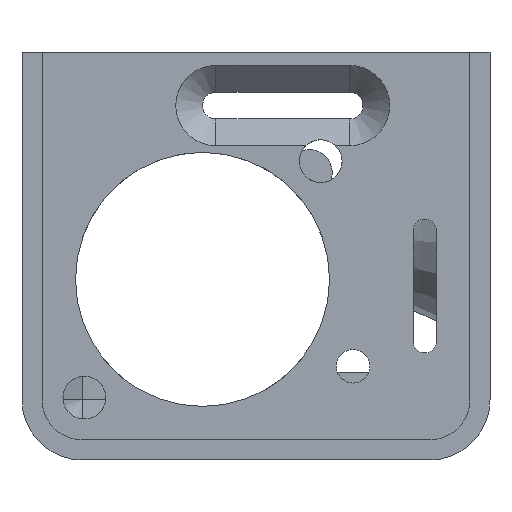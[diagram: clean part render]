
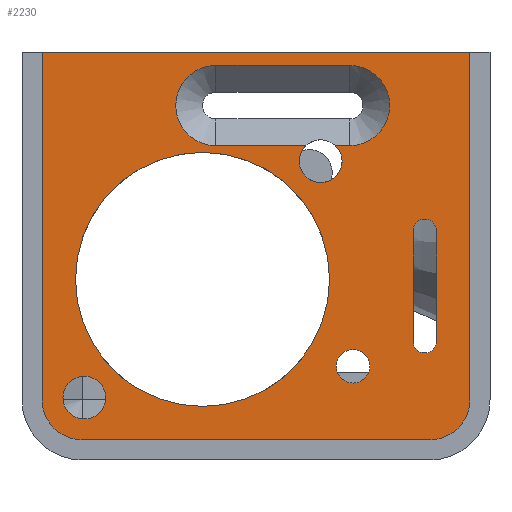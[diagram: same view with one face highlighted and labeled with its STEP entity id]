
A CAD part, front view. The second image highlights one B-rep face of the part: STEP entity #2230.
In plain terms, the highlighted planar face has unit normal (0, -1, 0).
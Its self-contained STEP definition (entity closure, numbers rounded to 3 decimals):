
#83=CIRCLE('',#2385,2.999);
#85=CIRCLE('',#2390,2.999);
#88=CIRCLE('',#2397,1.6);
#90=CIRCLE('',#2399,1.6);
#92=CIRCLE('',#2406,3.);
#98=CIRCLE('',#2416,1.25);
#101=CIRCLE('',#2422,1.6);
#104=CIRCLE('',#2427,0.875);
#106=CIRCLE('',#2431,0.875);
#107=CIRCLE('',#2435,3.);
#111=CIRCLE('',#2441,9.5);
#161=FACE_BOUND('',#381,.T.);
#162=FACE_BOUND('',#382,.T.);
#163=FACE_BOUND('',#383,.T.);
#164=FACE_BOUND('',#384,.T.);
#165=FACE_BOUND('',#385,.T.);
#249=FACE_OUTER_BOUND('',#380,.T.);
#380=EDGE_LOOP('',(#1770,#1771,#1772,#1773,#1774,#1775));
#381=EDGE_LOOP('',(#1776,#1777,#1778,#1779,#1780,#1781,#1782));
#382=EDGE_LOOP('',(#1783));
#383=EDGE_LOOP('',(#1784));
#384=EDGE_LOOP('',(#1785,#1786,#1787,#1788));
#385=EDGE_LOOP('',(#1789));
#545=LINE('',#3450,#771);
#548=LINE('',#3455,#774);
#550=LINE('',#3463,#776);
#573=LINE('',#3520,#799);
#588=LINE('',#3572,#814);
#593=LINE('',#3585,#819);
#597=LINE('',#3597,#823);
#600=LINE('',#3603,#826);
#609=LINE('',#3627,#835);
#771=VECTOR('',#2774,10.);
#774=VECTOR('',#2777,10.);
#776=VECTOR('',#2787,10.);
#799=VECTOR('',#2834,10.);
#814=VECTOR('',#2889,10.);
#819=VECTOR('',#2902,10.);
#823=VECTOR('',#2914,10.);
#826=VECTOR('',#2919,10.);
#835=VECTOR('',#2942,10.);
#998=VERTEX_POINT('',#3439);
#999=VERTEX_POINT('',#3441);
#1001=VERTEX_POINT('',#3447);
#1002=VERTEX_POINT('',#3448);
#1004=VERTEX_POINT('',#3453);
#1006=VERTEX_POINT('',#3458);
#1010=VERTEX_POINT('',#3476);
#1027=VERTEX_POINT('',#3517);
#1028=VERTEX_POINT('',#3519);
#1029=VERTEX_POINT('',#3523);
#1037=VERTEX_POINT('',#3548);
#1040=VERTEX_POINT('',#3560);
#1044=VERTEX_POINT('',#3569);
#1045=VERTEX_POINT('',#3571);
#1047=VERTEX_POINT('',#3577);
#1049=VERTEX_POINT('',#3583);
#1052=VERTEX_POINT('',#3594);
#1053=VERTEX_POINT('',#3596);
#1055=VERTEX_POINT('',#3602);
#1064=VERTEX_POINT('',#3628);
#1241=EDGE_CURVE('',#998,#999,#83,.T.);
#1245=EDGE_CURVE('',#1002,#998,#545,.T.);
#1248=EDGE_CURVE('',#1004,#1001,#548,.T.);
#1250=EDGE_CURVE('',#1006,#1004,#85,.T.);
#1252=EDGE_CURVE('',#999,#1006,#550,.T.);
#1259=EDGE_CURVE('',#1010,#1001,#88,.T.);
#1262=EDGE_CURVE('',#1002,#1010,#90,.T.);
#1280=EDGE_CURVE('',#1028,#1027,#573,.T.);
#1282=EDGE_CURVE('',#1029,#1028,#92,.T.);
#1295=EDGE_CURVE('',#1037,#1037,#98,.T.);
#1301=EDGE_CURVE('',#1040,#1040,#101,.T.);
#1306=EDGE_CURVE('',#1045,#1044,#588,.T.);
#1310=EDGE_CURVE('',#1044,#1047,#104,.T.);
#1313=EDGE_CURVE('',#1047,#1049,#593,.T.);
#1315=EDGE_CURVE('',#1049,#1045,#106,.T.);
#1319=EDGE_CURVE('',#1053,#1052,#597,.T.);
#1322=EDGE_CURVE('',#1055,#1029,#600,.T.);
#1325=EDGE_CURVE('',#1052,#1055,#107,.T.);
#1335=EDGE_CURVE('',#1027,#1053,#609,.T.);
#1336=EDGE_CURVE('',#1064,#1064,#111,.T.);
#1770=ORIENTED_EDGE('',*,*,#1280,.T.);
#1771=ORIENTED_EDGE('',*,*,#1335,.T.);
#1772=ORIENTED_EDGE('',*,*,#1319,.T.);
#1773=ORIENTED_EDGE('',*,*,#1325,.T.);
#1774=ORIENTED_EDGE('',*,*,#1322,.T.);
#1775=ORIENTED_EDGE('',*,*,#1282,.T.);
#1776=ORIENTED_EDGE('',*,*,#1245,.F.);
#1777=ORIENTED_EDGE('',*,*,#1262,.T.);
#1778=ORIENTED_EDGE('',*,*,#1259,.T.);
#1779=ORIENTED_EDGE('',*,*,#1248,.F.);
#1780=ORIENTED_EDGE('',*,*,#1250,.F.);
#1781=ORIENTED_EDGE('',*,*,#1252,.F.);
#1782=ORIENTED_EDGE('',*,*,#1241,.F.);
#1783=ORIENTED_EDGE('',*,*,#1295,.T.);
#1784=ORIENTED_EDGE('',*,*,#1301,.T.);
#1785=ORIENTED_EDGE('',*,*,#1306,.T.);
#1786=ORIENTED_EDGE('',*,*,#1310,.T.);
#1787=ORIENTED_EDGE('',*,*,#1313,.T.);
#1788=ORIENTED_EDGE('',*,*,#1315,.T.);
#1789=ORIENTED_EDGE('',*,*,#1336,.T.);
#2124=PLANE('',#2440);
#2230=ADVANCED_FACE('',(#249,#161,#162,#163,#164,#165),#2124,.F.);
#2385=AXIS2_PLACEMENT_3D('',#3442,#2765,#2766);
#2390=AXIS2_PLACEMENT_3D('',#3460,#2781,#2782);
#2397=AXIS2_PLACEMENT_3D('',#3477,#2801,#2802);
#2399=AXIS2_PLACEMENT_3D('',#3481,#2806,#2807);
#2406=AXIS2_PLACEMENT_3D('',#3524,#2838,#2839);
#2416=AXIS2_PLACEMENT_3D('',#3549,#2865,#2866);
#2422=AXIS2_PLACEMENT_3D('',#3561,#2880,#2881);
#2427=AXIS2_PLACEMENT_3D('',#3579,#2896,#2897);
#2431=AXIS2_PLACEMENT_3D('',#3588,#2907,#2908);
#2435=AXIS2_PLACEMENT_3D('',#3608,#2924,#2925);
#2440=AXIS2_PLACEMENT_3D('',#3626,#2940,#2941);
#2441=AXIS2_PLACEMENT_3D('',#3629,#2943,#2944);
#2765=DIRECTION('center_axis',(0.,-1.,0.));
#2766=DIRECTION('ref_axis',(0.,0.,-1.));
#2774=DIRECTION('',(1.,0.,0.));
#2777=DIRECTION('',(1.,0.,0.));
#2781=DIRECTION('center_axis',(0.,-1.,0.));
#2782=DIRECTION('ref_axis',(0.,0.,1.));
#2787=DIRECTION('',(-1.,0.,0.));
#2801=DIRECTION('center_axis',(0.,1.,0.));
#2802=DIRECTION('ref_axis',(1.,0.,0.));
#2806=DIRECTION('center_axis',(0.,1.,0.));
#2807=DIRECTION('ref_axis',(1.,0.,0.));
#2834=DIRECTION('',(0.,0.,1.));
#2838=DIRECTION('center_axis',(0.,-1.,0.));
#2839=DIRECTION('ref_axis',(0.,0.,1.));
#2865=DIRECTION('center_axis',(0.,1.,0.));
#2866=DIRECTION('ref_axis',(1.,0.,0.));
#2880=DIRECTION('center_axis',(0.,1.,0.));
#2881=DIRECTION('ref_axis',(1.,0.,0.));
#2889=DIRECTION('',(0.,0.,1.));
#2896=DIRECTION('center_axis',(0.,1.,0.));
#2897=DIRECTION('ref_axis',(1.,0.,0.));
#2902=DIRECTION('',(0.,0.,-1.));
#2907=DIRECTION('center_axis',(0.,1.,0.));
#2908=DIRECTION('ref_axis',(-1.,0.,0.));
#2914=DIRECTION('',(0.,0.,-1.));
#2919=DIRECTION('',(1.,0.,0.));
#2924=DIRECTION('center_axis',(0.,-1.,0.));
#2925=DIRECTION('ref_axis',(1.,0.,0.));
#2940=DIRECTION('center_axis',(0.,1.,0.));
#2941=DIRECTION('ref_axis',(0.,0.,1.));
#2942=DIRECTION('',(-1.,0.,0.));
#2943=DIRECTION('center_axis',(0.,1.,0.));
#2944=DIRECTION('ref_axis',(1.,0.,0.));
#3439=CARTESIAN_POINT('',(7.,-2.,6.001));
#3441=CARTESIAN_POINT('',(7.,-2.,11.999));
#3442=CARTESIAN_POINT('Origin',(7.,-2.,9.));
#3447=CARTESIAN_POINT('',(3.739,-2.,6.001));
#3448=CARTESIAN_POINT('',(5.939,-2.,6.001));
#3450=CARTESIAN_POINT('',(3.5,-2.,6.001));
#3453=CARTESIAN_POINT('',(-3.,-2.,6.001));
#3455=CARTESIAN_POINT('',(3.5,-2.,6.001));
#3458=CARTESIAN_POINT('',(-3.,-2.,11.999));
#3460=CARTESIAN_POINT('Origin',(-3.,-2.,9.));
#3463=CARTESIAN_POINT('',(-1.5,-2.,11.999));
#3476=CARTESIAN_POINT('',(3.239,-2.,4.839));
#3477=CARTESIAN_POINT('Origin',(4.839,-2.,4.839));
#3481=CARTESIAN_POINT('Origin',(4.839,-2.,4.839));
#3517=CARTESIAN_POINT('',(16.,-2.,13.));
#3519=CARTESIAN_POINT('',(16.,-2.,-13.));
#3520=CARTESIAN_POINT('',(16.,-2.,-7.625));
#3523=CARTESIAN_POINT('',(13.,-2.,-16.));
#3524=CARTESIAN_POINT('Origin',(13.,-2.,-13.));
#3548=CARTESIAN_POINT('',(6.008,-2.,-10.5));
#3549=CARTESIAN_POINT('Origin',(7.258,-2.,-10.5));
#3560=CARTESIAN_POINT('',(-14.439,-2.,-12.839));
#3561=CARTESIAN_POINT('Origin',(-12.839,-2.,-12.839));
#3569=CARTESIAN_POINT('',(11.75,-2.,-0.375));
#3571=CARTESIAN_POINT('',(11.75,-2.,-8.625));
#3572=CARTESIAN_POINT('',(11.75,-2.,-5.438));
#3577=CARTESIAN_POINT('',(13.5,-2.,-0.375));
#3579=CARTESIAN_POINT('Origin',(12.625,-2.,-0.375));
#3583=CARTESIAN_POINT('',(13.5,-2.,-8.625));
#3585=CARTESIAN_POINT('',(13.5,-2.,-1.313));
#3588=CARTESIAN_POINT('Origin',(12.625,-2.,-8.625));
#3594=CARTESIAN_POINT('',(-16.,-2.,-13.));
#3596=CARTESIAN_POINT('',(-16.,-2.,13.));
#3597=CARTESIAN_POINT('',(-16.,-2.,5.375));
#3602=CARTESIAN_POINT('',(-13.,-2.,-16.));
#3603=CARTESIAN_POINT('',(-6.5,-2.,-16.));
#3608=CARTESIAN_POINT('Origin',(-13.,-2.,-13.));
#3626=CARTESIAN_POINT('Origin',(0.,-2.,-2.25));
#3627=CARTESIAN_POINT('',(-17.5,-2.,13.));
#3628=CARTESIAN_POINT('',(-13.5,-2.,-4.));
#3629=CARTESIAN_POINT('Origin',(-4.,-2.,-4.));
